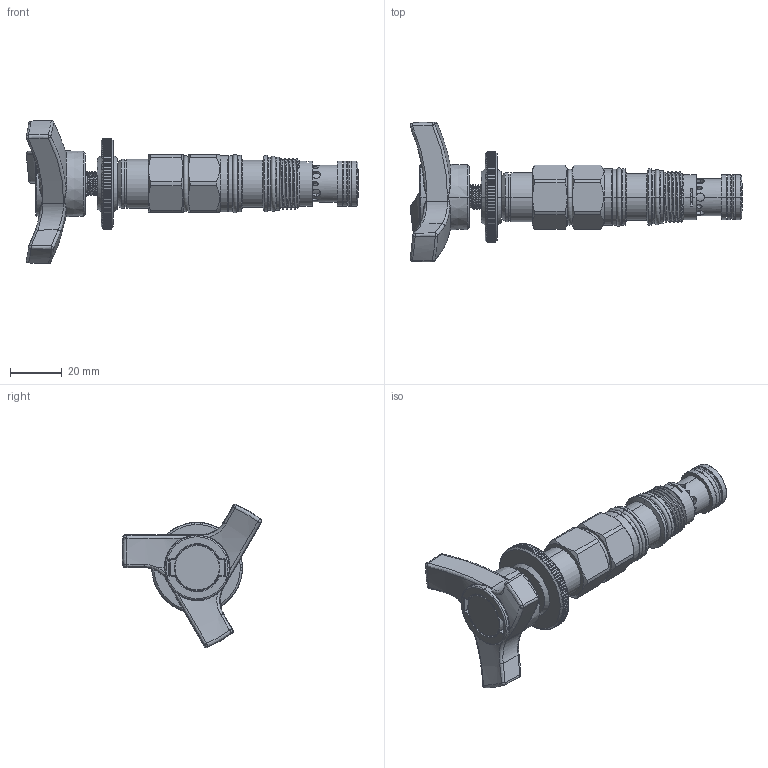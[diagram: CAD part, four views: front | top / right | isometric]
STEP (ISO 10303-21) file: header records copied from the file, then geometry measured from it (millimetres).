
FILE_DESCRIPTION (( 'STEP AP214' ), '1' );
FILE_NAME ('CA11A3A(3C)-T.STEP', '2016-04-14T08:07:42', ( '' ), ( '' ), 'SwSTEP 2.0', 'SolidWorks 2012', '' );
FILE_SCHEMA (( 'AUTOMOTIVE_DESIGN' ));
Length unit declared in the file: millimetre
Products named in the file (1): CA11A3A(3C)-T
Bounding box: 128.23 x 54.02 x 55.33 mm (x, y, z)
Volume: 51128.6 mm3; surface area: 17365.5 mm2
Topology: 3 solids, 6 shells, 829 faces, 2177 edges, 1371 vertices
Faces by surface type: cylinder 281, plane 257, bspline 103, cone 82, torus 65, sphere 41
Entity records: 51027 total; most frequent: CARTESIAN_POINT 32187, ORIENTED_EDGE 4308, DIRECTION 3518, EDGE_CURVE 2154, AXIS2_PLACEMENT_3D 1470, VERTEX_POINT 1364, EDGE_LOOP 874, FACE_OUTER_BOUND 829
